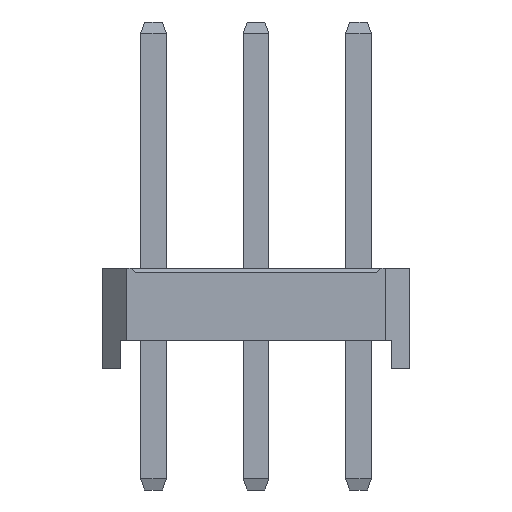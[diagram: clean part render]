
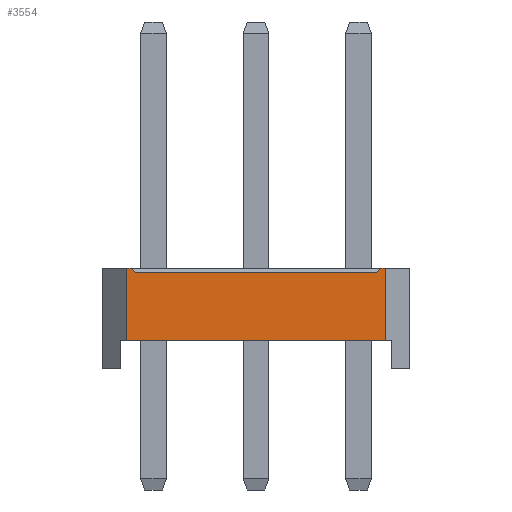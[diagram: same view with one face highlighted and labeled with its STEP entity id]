
A CAD part, left-side view. The second image highlights one B-rep face of the part: STEP entity #3554.
In plain terms, the highlighted planar face has unit normal (-1, 0, 0).
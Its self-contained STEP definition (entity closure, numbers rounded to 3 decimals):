
#3554=ADVANCED_FACE('',(#13632),#13634,.T.);
#13632=FACE_BOUND('',#13633,.T.);
#13633=EDGE_LOOP('',(#21409,#21410,#21411,#21412,#21413,#21414,#21415,#21416));
#13634=PLANE('',#13635);
#13635=AXIS2_PLACEMENT_3D('',#13636,#13637,#13638);
#13636=CARTESIAN_POINT('',(-1.27,5.75,0.));
#13637=DIRECTION('',(-1.,0.,0.));
#13638=DIRECTION('',(0.,-1.,0.));
#21409=ORIENTED_EDGE('',*,*,#26178,.F.);
#21410=ORIENTED_EDGE('',*,*,#26179,.T.);
#21411=ORIENTED_EDGE('',*,*,#26180,.F.);
#21412=ORIENTED_EDGE('',*,*,#25074,.F.);
#21413=ORIENTED_EDGE('',*,*,#26181,.F.);
#21414=ORIENTED_EDGE('',*,*,#24716,.T.);
#21415=ORIENTED_EDGE('',*,*,#26177,.T.);
#21416=ORIENTED_EDGE('',*,*,#25078,.F.);
#24716=EDGE_CURVE('',#27492,#27490,#27493,.T.);
#25074=EDGE_CURVE('',#28206,#28208,#28209,.T.);
#25078=EDGE_CURVE('',#28214,#28216,#28217,.T.);
#26177=EDGE_CURVE('',#27490,#28216,#30025,.T.);
#26178=EDGE_CURVE('',#30026,#28214,#30027,.F.);
#26179=EDGE_CURVE('',#30026,#30028,#30029,.T.);
#26180=EDGE_CURVE('',#28208,#30028,#30030,.F.);
#26181=EDGE_CURVE('',#27492,#28206,#30031,.T.);
#27490=VERTEX_POINT('',#31978);
#27492=VERTEX_POINT('',#31982);
#27493=LINE('',#31983,#31984);
#28206=VERTEX_POINT('',#33410);
#28208=VERTEX_POINT('',#33414);
#28209=LINE('',#33415,#33416);
#28214=VERTEX_POINT('',#33426);
#28216=VERTEX_POINT('',#33430);
#28217=LINE('',#33431,#33432);
#30025=LINE('',#37437,#37438);
#30026=VERTEX_POINT('',#37440);
#30027=LINE('',#37441,#37442);
#30028=VERTEX_POINT('',#37444);
#30029=LINE('',#37445,#37446);
#30030=LINE('',#37448,#37449);
#30031=LINE('',#37451,#37452);
#31978=CARTESIAN_POINT('',(-1.27,-0.67,0.7));
#31982=CARTESIAN_POINT('',(-1.27,5.75,0.7));
#31983=CARTESIAN_POINT('',(-1.27,5.75,0.7));
#31984=VECTOR('',#31985,1.);
#31985=DIRECTION('',(0.,-1.,0.));
#33410=CARTESIAN_POINT('',(-1.27,5.75,2.5));
#33414=CARTESIAN_POINT('',(-1.27,5.63,2.5));
#33415=CARTESIAN_POINT('',(-1.27,5.75,2.5));
#33416=VECTOR('',#33417,1.);
#33417=DIRECTION('',(0.,-1.,0.));
#33426=CARTESIAN_POINT('',(-1.27,-0.55,2.5));
#33430=CARTESIAN_POINT('',(-1.27,-0.67,2.5));
#33431=CARTESIAN_POINT('',(-1.27,-0.55,2.5));
#33432=VECTOR('',#33433,1.);
#33433=DIRECTION('',(0.,-1.,0.));
#37437=CARTESIAN_POINT('',(-1.27,-0.67,0.7));
#37438=VECTOR('',#37439,1.);
#37439=DIRECTION('',(0.,0.,1.));
#37440=CARTESIAN_POINT('',(-1.27,-0.45,2.4));
#37441=CARTESIAN_POINT('',(-1.27,-0.55,2.5));
#37442=VECTOR('',#37443,1.);
#37443=DIRECTION('',(0.,0.707,-0.707));
#37444=CARTESIAN_POINT('',(-1.27,5.53,2.4));
#37445=CARTESIAN_POINT('',(-1.27,-0.45,2.4));
#37446=VECTOR('',#37447,1.);
#37447=DIRECTION('',(0.,1.,0.));
#37448=CARTESIAN_POINT('',(-1.27,5.53,2.4));
#37449=VECTOR('',#37450,1.);
#37450=DIRECTION('',(0.,0.707,0.707));
#37451=CARTESIAN_POINT('',(-1.27,5.75,0.7));
#37452=VECTOR('',#37453,1.);
#37453=DIRECTION('',(0.,0.,1.));
